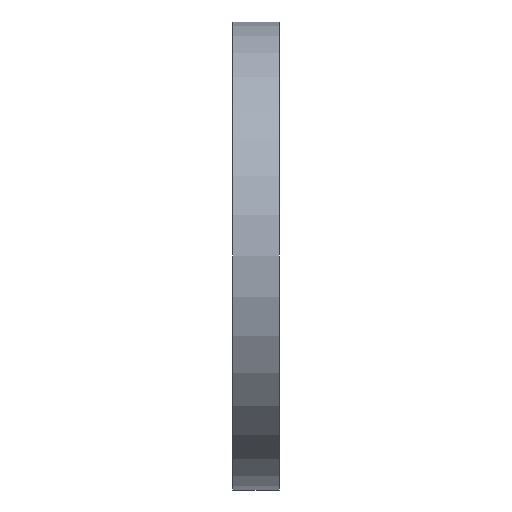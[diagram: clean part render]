
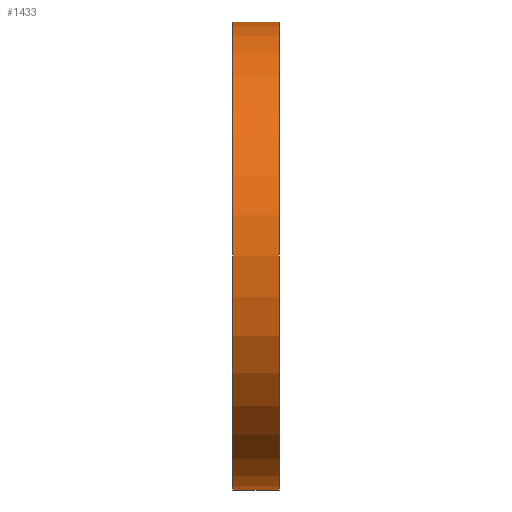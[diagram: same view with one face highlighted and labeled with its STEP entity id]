
A CAD part, left-side view. The second image highlights one B-rep face of the part: STEP entity #1433.
In plain terms, the highlighted cylindrical face has radius 30 mm (diameter 60 mm), a partial arc.
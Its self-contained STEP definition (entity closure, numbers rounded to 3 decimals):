
#3 = CARTESIAN_POINT ( 'NONE',  ( -33., 6., 0. ) ) ;
#36 = DIRECTION ( 'NONE',  ( 0., 1., 0. ) ) ;
#92 = ORIENTED_EDGE ( 'NONE', *, *, #1333, .F. ) ;
#162 = CARTESIAN_POINT ( 'NONE',  ( -33., 0., -30. ) ) ;
#286 = ORIENTED_EDGE ( 'NONE', *, *, #1298, .T. ) ;
#564 = DIRECTION ( 'NONE',  ( 0., -1., 0. ) ) ;
#568 = DIRECTION ( 'NONE',  ( 0., -1., 0. ) ) ;
#581 = DIRECTION ( 'NONE',  ( 0., 0., -1. ) ) ;
#587 = ORIENTED_EDGE ( 'NONE', *, *, #1621, .F. ) ;
#601 = DIRECTION ( 'NONE',  ( 0., 0., 1. ) ) ;
#653 = VERTEX_POINT ( 'NONE', #693 ) ;
#674 = AXIS2_PLACEMENT_3D ( 'NONE', #1777, #1318, #581 ) ;
#693 = CARTESIAN_POINT ( 'NONE',  ( -33., 6., 30. ) ) ;
#737 = CYLINDRICAL_SURFACE ( 'NONE', #674, 30. ) ;
#868 = DIRECTION ( 'NONE',  ( 0., 1., 0. ) ) ;
#906 = CARTESIAN_POINT ( 'NONE',  ( -33., 6., -30. ) ) ;
#940 = CARTESIAN_POINT ( 'NONE',  ( -33., 0., 30. ) ) ;
#946 = VERTEX_POINT ( 'NONE', #906 ) ;
#1003 = CARTESIAN_POINT ( 'NONE',  ( -33., 6., -30. ) ) ;
#1135 = VERTEX_POINT ( 'NONE', #940 ) ;
#1162 = EDGE_LOOP ( 'NONE', ( #1188, #587, #92, #286 ) ) ;
#1188 = ORIENTED_EDGE ( 'NONE', *, *, #1509, .T. ) ;
#1201 = VECTOR ( 'NONE', #564, 1000. ) ;
#1210 = FACE_OUTER_BOUND ( 'NONE', #1162, .T. ) ;
#1263 = CIRCLE ( 'NONE', #1823, 30. ) ;
#1298 = EDGE_CURVE ( 'NONE', #946, #1838, #1303, .T. ) ;
#1303 = LINE ( 'NONE', #1003, #1642 ) ;
#1318 = DIRECTION ( 'NONE',  ( 0., -1., 0. ) ) ;
#1333 = EDGE_CURVE ( 'NONE', #946, #653, #1263, .T. ) ;
#1418 = CARTESIAN_POINT ( 'NONE',  ( -33., 6., 30. ) ) ;
#1433 = ADVANCED_FACE ( 'NONE', ( #1210 ), #737, .T. ) ;
#1481 = CIRCLE ( 'NONE', #1825, 30. ) ;
#1509 = EDGE_CURVE ( 'NONE', #1838, #1135, #1481, .T. ) ;
#1526 = DIRECTION ( 'NONE',  ( 0., 0., 1. ) ) ;
#1621 = EDGE_CURVE ( 'NONE', #653, #1135, #1873, .T. ) ;
#1642 = VECTOR ( 'NONE', #568, 1000. ) ;
#1675 = CARTESIAN_POINT ( 'NONE',  ( -33., 0., 0. ) ) ;
#1777 = CARTESIAN_POINT ( 'NONE',  ( -33., 6., 0. ) ) ;
#1823 = AXIS2_PLACEMENT_3D ( 'NONE', #3, #868, #601 ) ;
#1825 = AXIS2_PLACEMENT_3D ( 'NONE', #1675, #36, #1526 ) ;
#1838 = VERTEX_POINT ( 'NONE', #162 ) ;
#1873 = LINE ( 'NONE', #1418, #1201 ) ;
